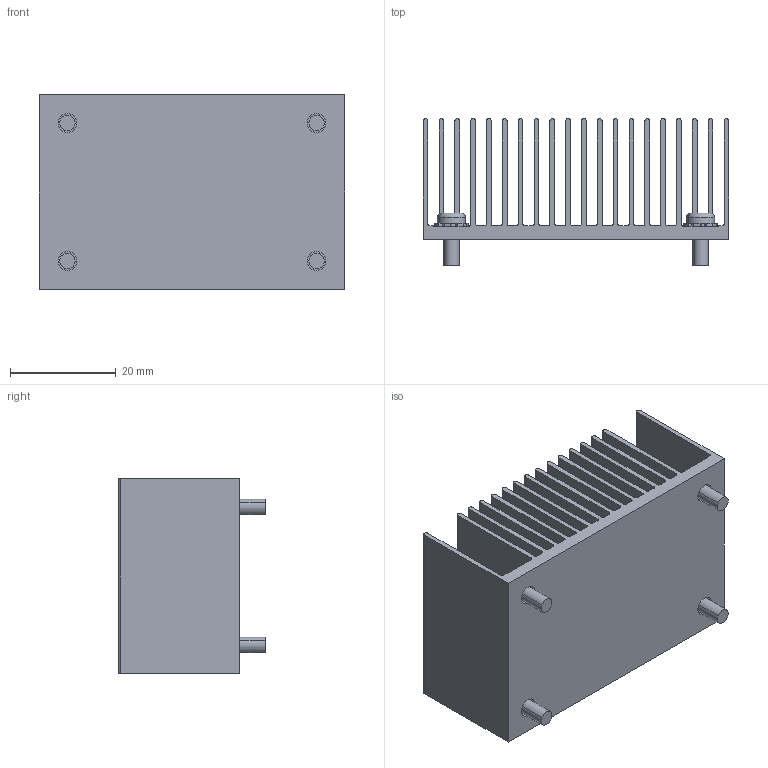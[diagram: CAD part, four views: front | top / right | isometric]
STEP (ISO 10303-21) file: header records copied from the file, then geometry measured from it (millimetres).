
FILE_DESCRIPTION (( 'STEP AP214' ), '1' );
FILE_NAME ('HS1574EBK08.STEP', '2023-03-03T16:28:29', ( '' ), ( '' ), 'SwSTEP 2.0', 'SolidWorks 2020', '' );
FILE_SCHEMA (( 'AUTOMOTIVE_DESIGN' ));
Length unit declared in the file: millimetre
Products named in the file (1): HS1574EBK08
Bounding box: 57.91 x 27.81 x 36.83 mm (x, y, z)
Volume: 17723 mm3; surface area: 32862 mm2
Topology: 5 solids, 5 shells, 540 faces, 1429 edges, 907 vertices
Faces by surface type: plane 386, cylinder 146, torus 8
Entity records: 22625 total; most frequent: CARTESIAN_POINT 2953, DIRECTION 2869, ORIENTED_EDGE 2858, EDGE_CURVE 1429, LINE 1049, VECTOR 1049, AXIS2_PLACEMENT_3D 910, VERTEX_POINT 907
